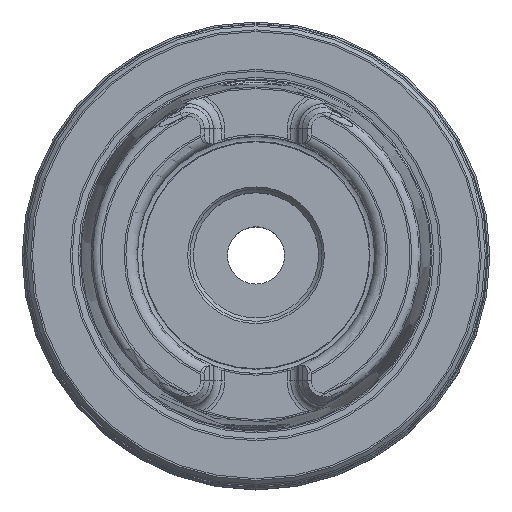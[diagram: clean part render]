
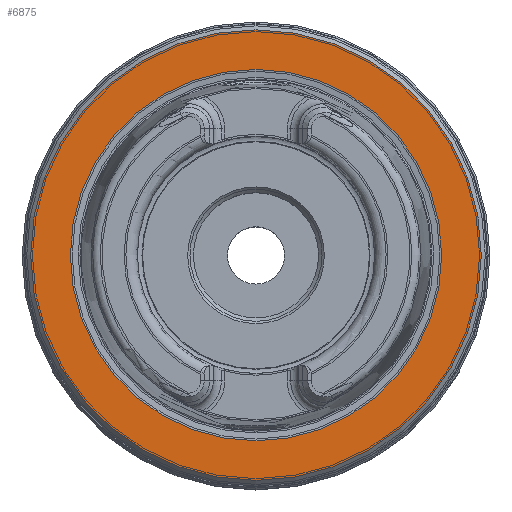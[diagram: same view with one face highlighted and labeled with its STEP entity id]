
A CAD part, top view. The second image highlights one B-rep face of the part: STEP entity #6875.
In plain terms, the highlighted planar face has unit normal (0, 0, 1).
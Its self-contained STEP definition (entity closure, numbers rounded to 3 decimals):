
#1694=ORIENTED_EDGE('',*,*,#2602,.T.);
#1695=ORIENTED_EDGE('',*,*,#2601,.F.);
#2601=EDGE_CURVE('',#3109,#3109,#3389,.T.);
#2602=EDGE_CURVE('',#3110,#3110,#3390,.T.);
#3109=VERTEX_POINT('',#10857);
#3110=VERTEX_POINT('',#10860);
#3389=CIRCLE('',#7411,16.195);
#3390=CIRCLE('',#7413,19.65);
#3747=EDGE_LOOP('',(#1694));
#3748=EDGE_LOOP('',(#1695));
#4203=FACE_BOUND('',#3747,.T.);
#4204=FACE_BOUND('',#3748,.T.);
#4432=PLANE('',#7412);
#6875=ADVANCED_FACE('',(#4203,#4204),#4432,.T.);
#7411=AXIS2_PLACEMENT_3D('',#10856,#8589,#8590);
#7412=AXIS2_PLACEMENT_3D('',#10858,#8591,#8592);
#7413=AXIS2_PLACEMENT_3D('',#10859,#8593,#8594);
#8589=DIRECTION('',(0.,0.,1.));
#8590=DIRECTION('',(1.,0.,0.));
#8591=DIRECTION('',(0.,0.,1.));
#8592=DIRECTION('',(1.,0.,0.));
#8593=DIRECTION('',(0.,0.,1.));
#8594=DIRECTION('',(1.,0.,0.));
#10856=CARTESIAN_POINT('',(0.,0.,0.2));
#10857=CARTESIAN_POINT('',(16.195,0.,0.2));
#10858=CARTESIAN_POINT('',(16.195,0.,0.2));
#10859=CARTESIAN_POINT('',(0.,0.,0.2));
#10860=CARTESIAN_POINT('',(19.65,0.,0.2));
